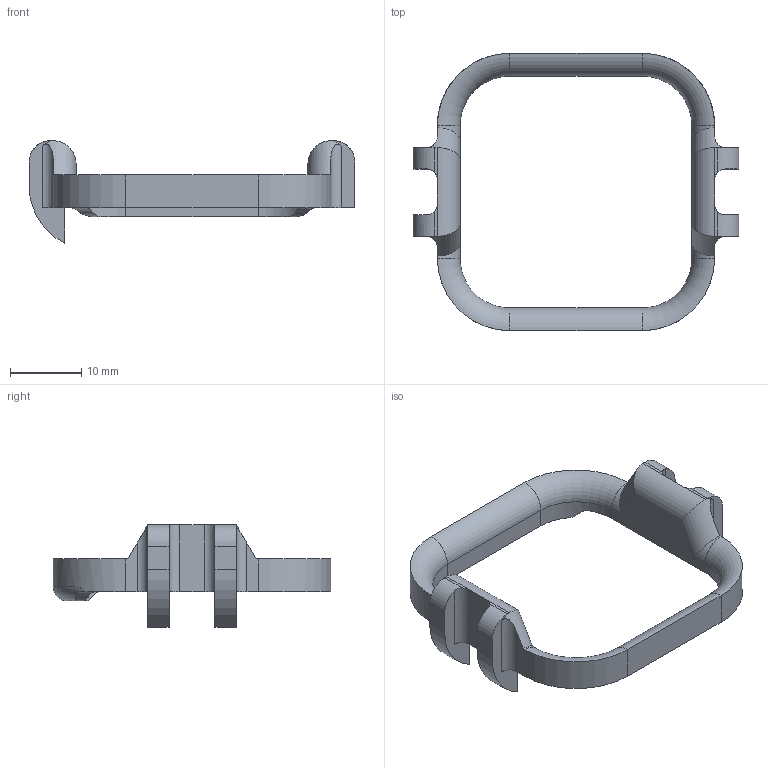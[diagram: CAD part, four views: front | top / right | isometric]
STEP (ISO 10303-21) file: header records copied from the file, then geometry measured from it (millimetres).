
FILE_DESCRIPTION(/* description */ (''),/* implementation_level */ '2;1');
FILE_NAME(/* name */ 'GoPro Hero8 Lens Protection v7.step',/* time_stamp */ '2020-11-08T18:01:47+01:00',/* author */ (''),/* organization */ (''),/* preprocessor_version */ 'ST-DEVELOPER v18.1',/* originating_system */ 'Autodesk Translation Framework v9.3.0.1241',/* authorisation */ '');
FILE_SCHEMA (('AUTOMOTIVE_DESIGN { 1 0 10303 214 3 1 1 }'));
Length unit declared in the file: millimetre
Products named in the file (2): GoPro Hero8 Lens Protection; GoPro Lense
Assembly tree (1 placements, depth 2):
  GoPro Hero8 Lens Protection
    GoPro Lense
Bounding box: 45.8 x 39 x 14.4 mm (x, y, z)
Volume: 2645.5 mm3; surface area: 2575.5 mm2
Topology: 1 solids, 1 shells, 80 faces, 215 edges, 135 vertices
Faces by surface type: cylinder 39, plane 32, torus 6, bspline 3
Entity records: 2760 total; most frequent: CARTESIAN_POINT 702, ORIENTED_EDGE 430, DIRECTION 423, EDGE_CURVE 215, AXIS2_PLACEMENT_3D 152, VERTEX_POINT 135, LINE 119, VECTOR 119
